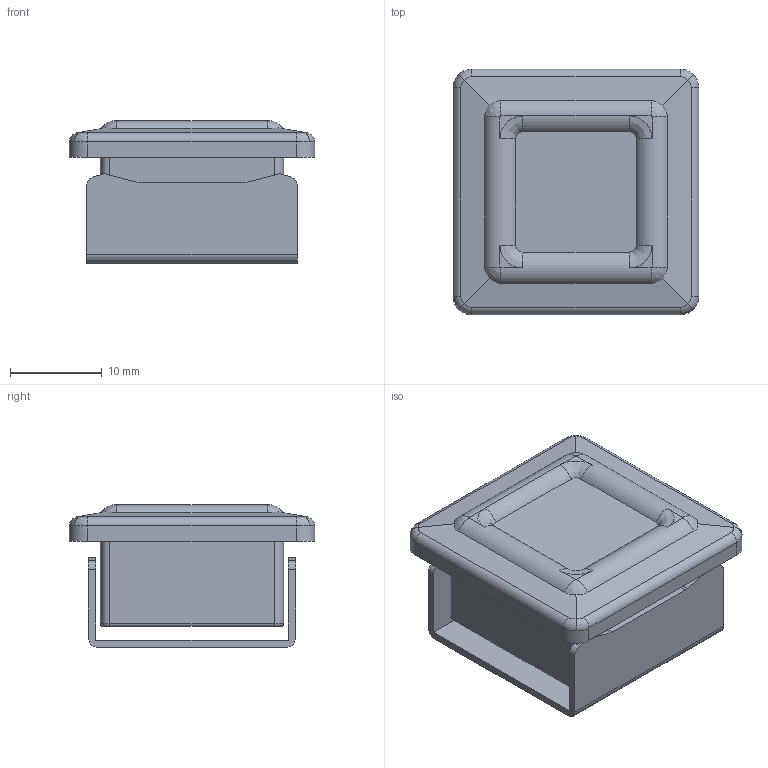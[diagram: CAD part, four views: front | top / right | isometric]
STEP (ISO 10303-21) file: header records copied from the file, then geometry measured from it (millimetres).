
FILE_DESCRIPTION (( 'STEP AP214' ), '1' );
FILE_NAME ('108_LA9Z-DS7.STEP', '2021-03-26T06:35:19', ( 'IDEC' ), ( 'IDEC' ), 'SwSTEP 2.0', 'SolidWorks 2019', '' );
FILE_SCHEMA (( 'AUTOMOTIVE_DESIGN' ));
Length unit declared in the file: millimetre
Products named in the file (4): L6-FL-DUSTPROOF-COVER-Q; LA9Z-SM6-ANTI-ROTATION-RING; 108_LA9Z-DS7; L6-FL-DUSTPROOF-BEZEL-Q
Assembly tree (3 placements, depth 2):
  108_LA9Z-DS7
    LA9Z-SM6-ANTI-ROTATION-RING
    L6-FL-DUSTPROOF-BEZEL-Q
    L6-FL-DUSTPROOF-COVER-Q
Bounding box: 26.8 x 26.8 x 15.6 mm (x, y, z)
Volume: 3620.8 mm3; surface area: 5864.8 mm2
Topology: 3 solids, 3 shells, 177 faces, 464 edges, 298 vertices
Faces by surface type: plane 77, cylinder 76, bspline 24
Entity records: 7341 total; most frequent: CARTESIAN_POINT 2937, ORIENTED_EDGE 928, DIRECTION 852, EDGE_CURVE 464, VERTEX_POINT 298, AXIS2_PLACEMENT_3D 293, LINE 266, VECTOR 266
